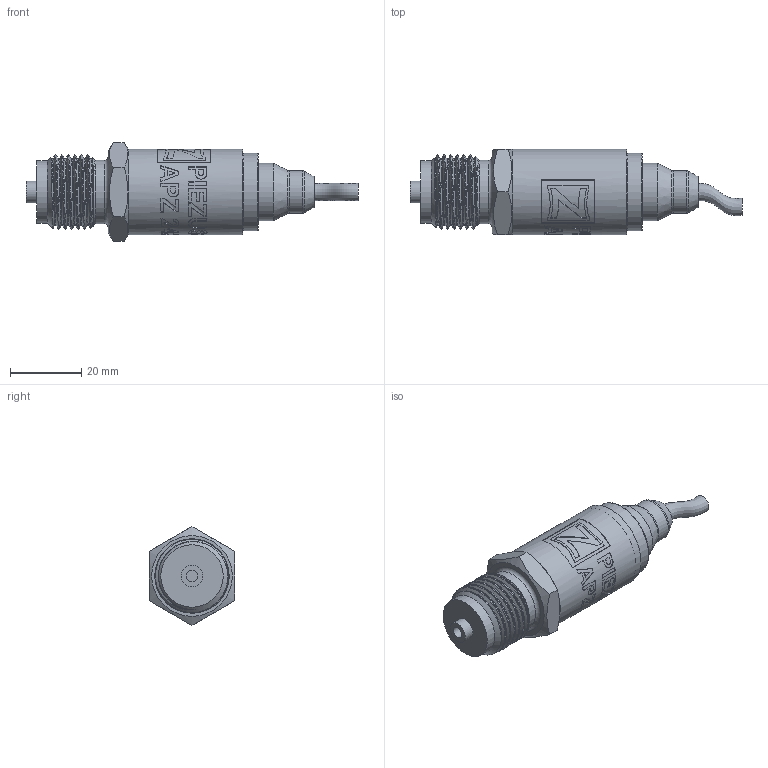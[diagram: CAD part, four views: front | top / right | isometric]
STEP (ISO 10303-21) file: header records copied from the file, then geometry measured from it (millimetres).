
FILE_DESCRIPTION(/* description */ (''),/* implementation_level */ '2;1');
FILE_NAME(/* name */ 'APZ2422_G1''2EN_CableGland#2.step',/* time_stamp */ '2021-07-19T09:51:25+03:00',/* author */ (''),/* organization */ (''),/* preprocessor_version */ 'ST-DEVELOPER v18.1',/* originating_system */ 'Autodesk Translation Framework v10.9.0.1377',/* authorisation */ '');
FILE_SCHEMA (('AUTOMOTIVE_DESIGN { 1 0 10303 214 3 1 1 }'));
Length unit declared in the file: millimetre
Products named in the file (4): АПЗ 2422 - filled m20 and g1\2; G1/2 EN; Стакан; #17759
Assembly tree (3 placements, depth 2):
  АПЗ 2422 - filled m20 and g1\2
    G1/2 EN
    Стакан
    #17759
Bounding box: 93.07 x 24 x 27.71 mm (x, y, z)
Volume: 24637.8 mm3; surface area: 9454.5 mm2
Topology: 3 solids, 4 shells, 335 faces, 889 edges, 590 vertices
Faces by surface type: bspline 233, cylinder 46, plane 39, cone 9, torus 8
Full cylindrical faces by diameter (mm): 3.3 x1, 4.8 x2, 6 x1, 7.2 x1, 12 x1, 13.5 x1, 16.2 x1, 17.5 x1, 17.8 x2, 18.631 x6, 19.5 x1, 21.2 x2, 21.7 x1, 22.65 x2, 24 x1
Entity records: 17786 total; most frequent: CARTESIAN_POINT 10919, ORIENTED_EDGE 1778, EDGE_CURVE 889, DIRECTION 689, VERTEX_POINT 590, B_SPLINE_CURVE_WITH_KNOTS 492, EDGE_LOOP 367, FACE_OUTER_BOUND 335
